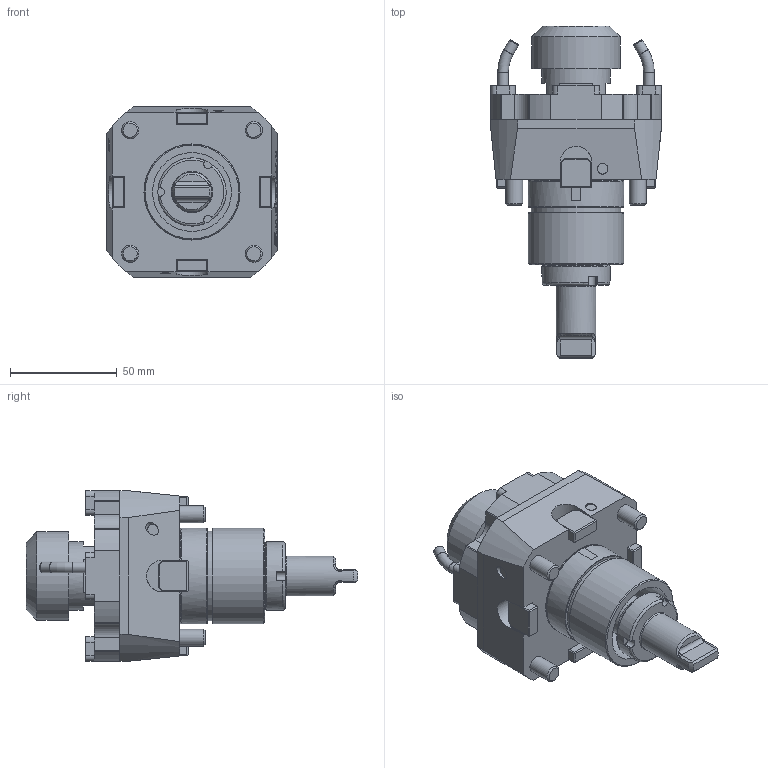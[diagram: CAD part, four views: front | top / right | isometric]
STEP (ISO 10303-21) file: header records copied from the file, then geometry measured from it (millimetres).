
FILE_DESCRIPTION (( 'STEP AP214' ), '1' );
FILE_NAME ('RAPPH25121UT45P.STEP', '2024-08-29T14:31:24', ( '' ), ( '' ), 'SwSTEP 2.0', 'SolidWorks 2023', '' );
FILE_SCHEMA (( 'AUTOMOTIVE_DESIGN' ));
Length unit declared in the file: millimetre
Products named in the file (1): RAPPH25121UT45P
Bounding box: 80 x 155.7 x 80 mm (x, y, z)
Volume: 325932.6 mm3; surface area: 47362 mm2
Topology: 1 solids, 1 shells, 675 faces, 1804 edges, 1171 vertices
Faces by surface type: plane 473, cylinder 110, bspline 67, cone 17, torus 8
Full cylindrical faces by diameter (mm): 0.85 x1, 1.05 x1, 5 x8, 8 x4, 17.8 x1, 18.7 x1, 20 x2, 32 x2, 37 x1, 41.5 x1, 42.2 x1, 45 x2
Entity records: 27970 total; most frequent: CARTESIAN_POINT 8478, ORIENTED_EDGE 3490, DIRECTION 2981, EDGE_CURVE 1745, LINE 1279, VECTOR 1279, VERTEX_POINT 1153, AXIS2_PLACEMENT_3D 851
